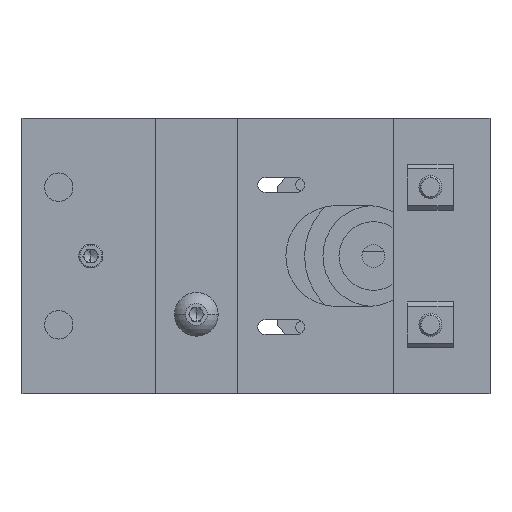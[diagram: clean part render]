
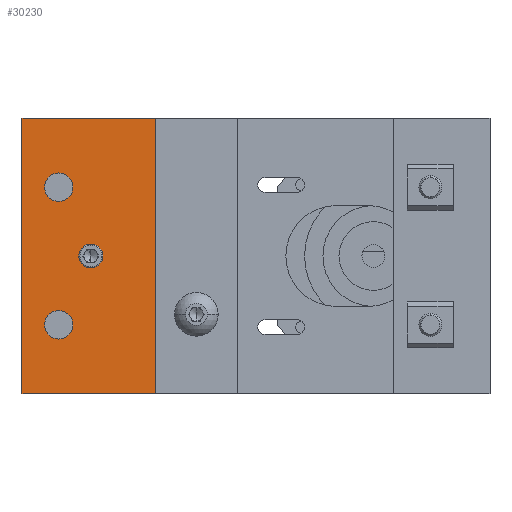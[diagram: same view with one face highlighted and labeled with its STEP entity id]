
A CAD part, front view. The second image highlights one B-rep face of the part: STEP entity #30230.
In plain terms, the highlighted planar face has unit normal (0, -1, 0).
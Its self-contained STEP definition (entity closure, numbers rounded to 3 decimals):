
#288 = CARTESIAN_POINT ( 'NONE',  ( -24.1, 0., 15. ) ) ;
#340 = AXIS2_PLACEMENT_3D ( 'NONE', #10849, #18111, #33972 ) ;
#763 = ORIENTED_EDGE ( 'NONE', *, *, #3661, .F. ) ;
#1876 = CIRCLE ( 'NONE', #45871, 3.1 ) ;
#2015 = ORIENTED_EDGE ( 'NONE', *, *, #38051, .T. ) ;
#2797 = DIRECTION ( 'NONE',  ( 0., 0., -1. ) ) ;
#2823 = ORIENTED_EDGE ( 'NONE', *, *, #31751, .F. ) ;
#3216 = VERTEX_POINT ( 'NONE', #48288 ) ;
#3361 = CARTESIAN_POINT ( 'NONE',  ( 0., 0., 0. ) ) ;
#3411 = FACE_OUTER_BOUND ( 'NONE', #19164, .T. ) ;
#3661 = EDGE_CURVE ( 'NONE', #24545, #48860, #24347, .T. ) ;
#3871 = CIRCLE ( 'NONE', #35504, 2.6 ) ;
#4349 = EDGE_CURVE ( 'NONE', #3216, #31802, #25926, .T. ) ;
#4902 = CIRCLE ( 'NONE', #11515, 3.1 ) ;
#5027 = CARTESIAN_POINT ( 'NONE',  ( -17.9, 0., 15. ) ) ;
#6489 = DIRECTION ( 'NONE',  ( 1., 0., 0. ) ) ;
#7055 = VERTEX_POINT ( 'NONE', #50691 ) ;
#7065 = FACE_BOUND ( 'NONE', #48857, .T. ) ;
#7316 = CARTESIAN_POINT ( 'NONE',  ( 0., 0., 60. ) ) ;
#7828 = DIRECTION ( 'NONE',  ( 1., 0., 0. ) ) ;
#8743 = ORIENTED_EDGE ( 'NONE', *, *, #50976, .T. ) ;
#9275 = DIRECTION ( 'NONE',  ( 1., 0., 0. ) ) ;
#9684 = EDGE_CURVE ( 'NONE', #19414, #42438, #1876, .T. ) ;
#9733 = CARTESIAN_POINT ( 'NONE',  ( -21., 0., 45. ) ) ;
#10252 = DIRECTION ( 'NONE',  ( 1., 0., 0. ) ) ;
#10387 = DIRECTION ( 'NONE',  ( 0., 0., 1. ) ) ;
#10849 = CARTESIAN_POINT ( 'NONE',  ( -14., 0., 30. ) ) ;
#11307 = DIRECTION ( 'NONE',  ( 1., 0., 0. ) ) ;
#11515 = AXIS2_PLACEMENT_3D ( 'NONE', #24118, #12132, #9275 ) ;
#12132 = DIRECTION ( 'NONE',  ( 0., -1., 0. ) ) ;
#13509 = AXIS2_PLACEMENT_3D ( 'NONE', #9733, #40921, #10252 ) ;
#13747 = EDGE_CURVE ( 'NONE', #48860, #24545, #36280, .T. ) ;
#14670 = LINE ( 'NONE', #30544, #15012 ) ;
#14756 = CARTESIAN_POINT ( 'NONE',  ( -21., 0., 45. ) ) ;
#15012 = VECTOR ( 'NONE', #11307, 1000. ) ;
#15178 = EDGE_LOOP ( 'NONE', ( #17530, #26846 ) ) ;
#15536 = AXIS2_PLACEMENT_3D ( 'NONE', #14756, #51132, #30629 ) ;
#15849 = FACE_BOUND ( 'NONE', #15178, .T. ) ;
#17147 = ORIENTED_EDGE ( 'NONE', *, *, #34961, .T. ) ;
#17231 = VERTEX_POINT ( 'NONE', #35123 ) ;
#17530 = ORIENTED_EDGE ( 'NONE', *, *, #9684, .F. ) ;
#18111 = DIRECTION ( 'NONE',  ( 0., 1., 0. ) ) ;
#18683 = DIRECTION ( 'NONE',  ( 0., 1., 0. ) ) ;
#19118 = LINE ( 'NONE', #30299, #26110 ) ;
#19164 = EDGE_LOOP ( 'NONE', ( #17147, #24783, #2823, #2015 ) ) ;
#19238 = DIRECTION ( 'NONE',  ( -1., 0., 0. ) ) ;
#19414 = VERTEX_POINT ( 'NONE', #5027 ) ;
#20247 = DIRECTION ( 'NONE',  ( 0., -1., 0. ) ) ;
#21355 = VECTOR ( 'NONE', #2797, 1000. ) ;
#21521 = LINE ( 'NONE', #45450, #47655 ) ;
#22594 = CARTESIAN_POINT ( 'NONE',  ( -14., 0., 30. ) ) ;
#23417 = DIRECTION ( 'NONE',  ( 0., 1., 0. ) ) ;
#24118 = CARTESIAN_POINT ( 'NONE',  ( -21., 0., 15. ) ) ;
#24347 = CIRCLE ( 'NONE', #13509, 3.1 ) ;
#24545 = VERTEX_POINT ( 'NONE', #36008 ) ;
#24783 = ORIENTED_EDGE ( 'NONE', *, *, #4349, .F. ) ;
#25323 = EDGE_CURVE ( 'NONE', #42438, #19414, #4902, .T. ) ;
#25926 = LINE ( 'NONE', #46164, #21355 ) ;
#26110 = VECTOR ( 'NONE', #46672, 1000. ) ;
#26846 = ORIENTED_EDGE ( 'NONE', *, *, #25323, .F. ) ;
#29620 = VERTEX_POINT ( 'NONE', #49176 ) ;
#30230 = ADVANCED_FACE ( 'NONE', ( #15849, #7065, #47045, #3411 ), #35094, .F. ) ;
#30299 = CARTESIAN_POINT ( 'NONE',  ( -29., 0., 60. ) ) ;
#30544 = CARTESIAN_POINT ( 'NONE',  ( 0., 0., 0. ) ) ;
#30629 = DIRECTION ( 'NONE',  ( 1., 0., 0. ) ) ;
#31277 = ORIENTED_EDGE ( 'NONE', *, *, #13747, .F. ) ;
#31751 = EDGE_CURVE ( 'NONE', #7055, #3216, #21521, .T. ) ;
#31802 = VERTEX_POINT ( 'NONE', #3361 ) ;
#33972 = DIRECTION ( 'NONE',  ( 0., 0., 1. ) ) ;
#34677 = ORIENTED_EDGE ( 'NONE', *, *, #40015, .T. ) ;
#34961 = EDGE_CURVE ( 'NONE', #17231, #31802, #14670, .T. ) ;
#35094 = PLANE ( 'NONE',  #44645 ) ;
#35123 = CARTESIAN_POINT ( 'NONE',  ( -29., 0., 0. ) ) ;
#35203 = CIRCLE ( 'NONE', #340, 2.6 ) ;
#35504 = AXIS2_PLACEMENT_3D ( 'NONE', #22594, #18683, #10387 ) ;
#36008 = CARTESIAN_POINT ( 'NONE',  ( -17.9, 0., 45. ) ) ;
#36280 = CIRCLE ( 'NONE', #15536, 3.1 ) ;
#37625 = EDGE_LOOP ( 'NONE', ( #34677, #8743 ) ) ;
#38051 = EDGE_CURVE ( 'NONE', #7055, #17231, #19118, .T. ) ;
#40015 = EDGE_CURVE ( 'NONE', #50033, #29620, #3871, .T. ) ;
#40921 = DIRECTION ( 'NONE',  ( 0., -1., 0. ) ) ;
#42438 = VERTEX_POINT ( 'NONE', #288 ) ;
#43906 = CARTESIAN_POINT ( 'NONE',  ( -21., 0., 15. ) ) ;
#44645 = AXIS2_PLACEMENT_3D ( 'NONE', #7316, #23417, #19238 ) ;
#45450 = CARTESIAN_POINT ( 'NONE',  ( 0., 0., 60. ) ) ;
#45871 = AXIS2_PLACEMENT_3D ( 'NONE', #43906, #20247, #7828 ) ;
#46164 = CARTESIAN_POINT ( 'NONE',  ( 0., 0., 60. ) ) ;
#46672 = DIRECTION ( 'NONE',  ( 0., 0., -1. ) ) ;
#47045 = FACE_BOUND ( 'NONE', #37625, .T. ) ;
#47655 = VECTOR ( 'NONE', #6489, 1000. ) ;
#48288 = CARTESIAN_POINT ( 'NONE',  ( 0., 0., 60. ) ) ;
#48320 = CARTESIAN_POINT ( 'NONE',  ( -14., 0., 32.6 ) ) ;
#48857 = EDGE_LOOP ( 'NONE', ( #763, #31277 ) ) ;
#48860 = VERTEX_POINT ( 'NONE', #49391 ) ;
#49176 = CARTESIAN_POINT ( 'NONE',  ( -14., 0., 27.4 ) ) ;
#49391 = CARTESIAN_POINT ( 'NONE',  ( -24.1, 0., 45. ) ) ;
#50033 = VERTEX_POINT ( 'NONE', #48320 ) ;
#50691 = CARTESIAN_POINT ( 'NONE',  ( -29., 0., 60. ) ) ;
#50976 = EDGE_CURVE ( 'NONE', #29620, #50033, #35203, .T. ) ;
#51132 = DIRECTION ( 'NONE',  ( 0., -1., 0. ) ) ;
